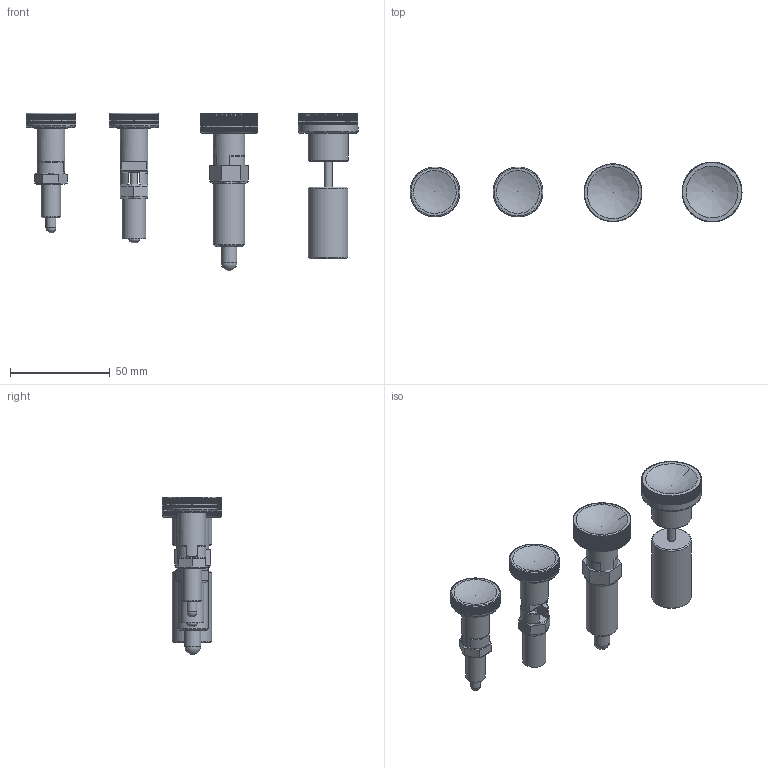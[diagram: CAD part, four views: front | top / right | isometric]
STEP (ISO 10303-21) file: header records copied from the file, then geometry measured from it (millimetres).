
FILE_DESCRIPTION(/* description */ (''),/* implementation_level */ '2;1');
FILE_NAME(/* name */ 'INP_M.stp',/* time_stamp */ '2025-04-04T11:52:19+09:00',/* author */ ('user'),/* organization */ (''),/* preprocessor_version */ 'ST-DEVELOPER v15.6',/* originating_system */ 'Autodesk Inventor 2015',/* authorisation */ '');
FILE_SCHEMA (('AUTOMOTIVE_DESIGN { 1 0 10303 214 3 1 1 }'));
Length unit declared in the file: millimetre
Products named in the file (13): INP-M10_P; INP-M10_B; INP-M10; INP-M12_P; INP-M12_B; INP-M12; INP-M16_P; INP-M16_B; INP-M16; INP-M20_P; INP-M20_B; INP-M20; INP_M
Bounding box: 166.63 x 30 x 79 mm (x, y, z)
Volume: 57062.8 mm3; surface area: 26164 mm2
Topology: 8 solids, 8 shells, 3435 faces, 8562 edges, 5157 vertices
Faces by surface type: bspline 1396, plane 1156, cylinder 860, cone 13, torus 8, sphere 2
Full cylindrical faces by diameter (mm): 3.5 x4, 4 x4, 5 x2, 6 x2, 8 x2, 9.7 x1, 10 x2, 11.8 x1, 14 x2, 15.7 x1, 16 x1, 19.8 x1, 20 x1, 25 x2, 30 x1
Entity records: 121353 total; most frequent: CARTESIAN_POINT 46751, ORIENTED_EDGE 17552, DIRECTION 12992, EDGE_CURVE 8496, AXIS2_PLACEMENT_3D 5189, VERTEX_POINT 5140, EDGE_LOOP 3504, FACE_OUTER_BOUND 3434
